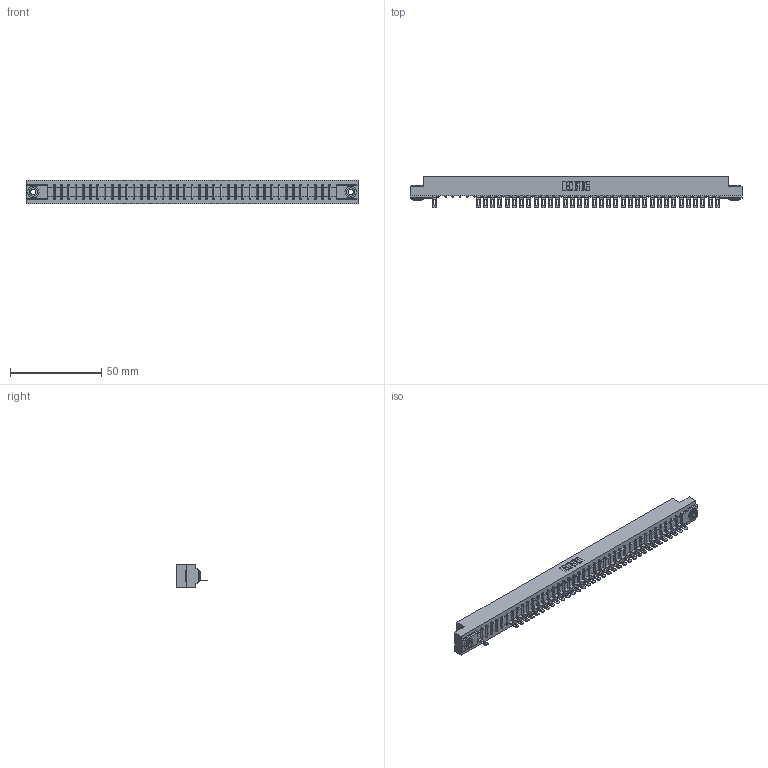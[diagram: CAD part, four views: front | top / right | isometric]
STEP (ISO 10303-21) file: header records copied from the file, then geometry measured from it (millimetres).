
FILE_DESCRIPTION (( 'STEP AP203' ), '1' );
FILE_NAME ('357-040-501-103.STEP', '2018-08-11T05:13:33', ( '' ), ( '' ), 'SwSTEP 2.0', 'SolidWorks 2016', '' );
FILE_SCHEMA (( 'CONFIG_CONTROL_DESIGN' ));
Length unit declared in the file: inch
Products named in the file (4): 307 Part_.156 Dia Mounting Holes; 307-290-002_501; 345-250-002_345-250-002-102; 357-040-501-103
Assembly tree (38 placements, depth 2):
  357-040-501-103
    307 Part_.156 Dia Mounting Holes
    307-290-002_501  x35
    345-250-002_345-250-002-102  x2
Bounding box: 181.51 x 17.42 x 12.7 mm (x, y, z)
Volume: 19295.9 mm3; surface area: 23776.9 mm2
Topology: 38 solids, 38 shells, 2971 faces, 9085 edges, 5942 vertices
Faces by surface type: plane 1694, cylinder 1187, sphere 82, cone 8
Entity records: 36237 total; most frequent: CARTESIAN_POINT 6112, ORIENTED_EDGE 6098, DIRECTION 5953, EDGE_CURVE 3049, LINE 2323, VECTOR 2323, VERTEX_POINT 1974, AXIS2_PLACEMENT_3D 1815
